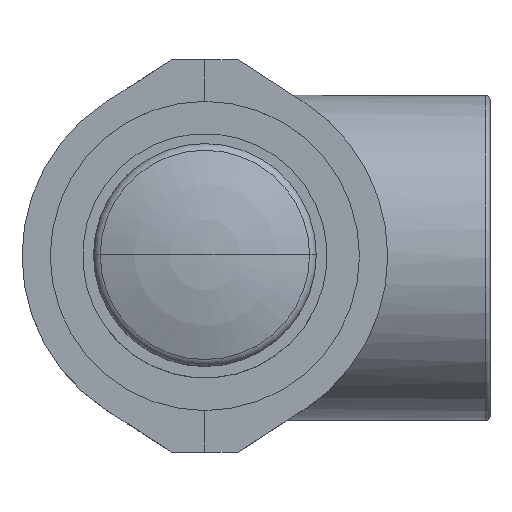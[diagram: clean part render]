
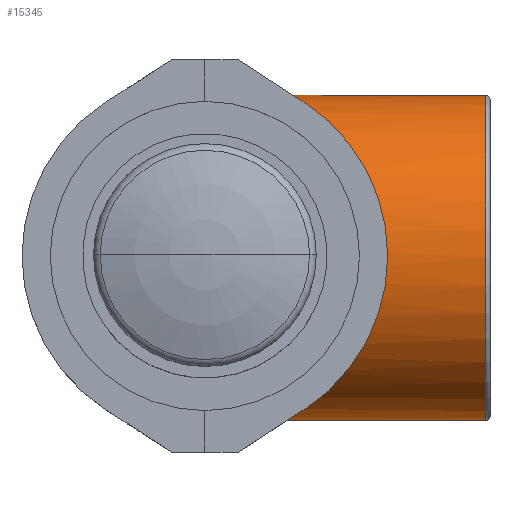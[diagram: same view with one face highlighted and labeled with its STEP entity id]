
A CAD part, top view. The second image highlights one B-rep face of the part: STEP entity #15345.
In plain terms, the highlighted cylindrical face has radius 98 mm (diameter 196 mm), a partial arc.
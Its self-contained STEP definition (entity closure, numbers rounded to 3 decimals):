
#52 = ORIENTED_EDGE ( 'NONE', *, *, #5499, .T. ) ;
#366 = LINE ( 'NONE', #2730, #14385 ) ;
#569 = VERTEX_POINT ( 'NONE', #9824 ) ;
#847 = DIRECTION ( 'NONE',  ( 0., 0., 1. ) ) ;
#1030 = DIRECTION ( 'NONE',  ( -1., 0., 0. ) ) ;
#1283 = CARTESIAN_POINT ( 'NONE',  ( 171.5, 171.5, 98. ) ) ;
#2089 = CIRCLE ( 'NONE', #9385, 98. ) ;
#2105 = EDGE_CURVE ( 'NONE', #12607, #569, #4396, .T. ) ;
#2547 = EDGE_CURVE ( 'NONE', #12607, #15259, #13963, .T. ) ;
#2608 = FACE_OUTER_BOUND ( 'NONE', #14546, .T. ) ;
#2612 = DIRECTION ( 'NONE',  ( -1., 0., 0. ) ) ;
#2730 = CARTESIAN_POINT ( 'NONE',  ( 171.5, 171.5, -98. ) ) ;
#3314 = ORIENTED_EDGE ( 'NONE', *, *, #12743, .T. ) ;
#3629 = CARTESIAN_POINT ( 'NONE',  ( 171.5, 171.5, 0. ) ) ;
#3688 = EDGE_CURVE ( 'NONE', #12372, #569, #2089, .T. ) ;
#3692 = CARTESIAN_POINT ( 'NONE',  ( 188.323, -16.823, 92.847 ) ) ;
#3853 = CARTESIAN_POINT ( 'NONE',  ( 2.7, 168.8, 97.963 ) ) ;
#4396 =( BOUNDED_CURVE ( )  B_SPLINE_CURVE ( 3, ( #3853, #3692, #13938, #10191 ),
 .UNSPECIFIED., .F., .T. ) 
 B_SPLINE_CURVE_WITH_KNOTS ( ( 4, 4 ),
 ( 1.598, 4.685 ),
 .UNSPECIFIED. ) 
 CURVE ( )  GEOMETRIC_REPRESENTATION_ITEM ( )  RATIONAL_B_SPLINE_CURVE ( ( 1., 0.352, 0.352, 1. ) ) 
 REPRESENTATION_ITEM ( '' )  );
#4431 = ORIENTED_EDGE ( 'NONE', *, *, #6956, .F. ) ;
#4954 = ORIENTED_EDGE ( 'NONE', *, *, #2547, .F. ) ;
#5231 = AXIS2_PLACEMENT_3D ( 'NONE', #3629, #1030, #12589 ) ;
#5499 = EDGE_CURVE ( 'NONE', #9584, #12173, #9647, .T. ) ;
#5592 = CYLINDRICAL_SURFACE ( 'NONE', #5231, 98. ) ;
#5985 = CARTESIAN_POINT ( 'NONE',  ( 2.7, 171.5, 98. ) ) ;
#6061 = VECTOR ( 'NONE', #2612, 1000. ) ;
#6183 = CARTESIAN_POINT ( 'NONE',  ( 168.8, 171.5, -98. ) ) ;
#6956 = EDGE_CURVE ( 'NONE', #9584, #12372, #366, .T. ) ;
#7059 = DIRECTION ( 'NONE',  ( -1., 0., 0. ) ) ;
#7348 = CARTESIAN_POINT ( 'NONE',  ( 2.7, 171.5, 0. ) ) ;
#7890 = ORIENTED_EDGE ( 'NONE', *, *, #3688, .F. ) ;
#8521 = DIRECTION ( 'NONE',  ( -1., 0., 0. ) ) ;
#8617 = DIRECTION ( 'NONE',  ( 0., 0., 1. ) ) ;
#9046 = CARTESIAN_POINT ( 'NONE',  ( 168.8, 171.5, 98. ) ) ;
#9385 = AXIS2_PLACEMENT_3D ( 'NONE', #7348, #16319, #8617 ) ;
#9584 = VERTEX_POINT ( 'NONE', #6183 ) ;
#9647 = CIRCLE ( 'NONE', #15659, 98. ) ;
#9824 = CARTESIAN_POINT ( 'NONE',  ( 2.7, 168.8, -97.963 ) ) ;
#9834 = CARTESIAN_POINT ( 'NONE',  ( 2.7, 168.8, 97.963 ) ) ;
#10191 = CARTESIAN_POINT ( 'NONE',  ( 2.7, 168.8, -97.963 ) ) ;
#10676 = CARTESIAN_POINT ( 'NONE',  ( 2.7, 171.5, -98. ) ) ;
#11182 = ORIENTED_EDGE ( 'NONE', *, *, #2105, .T. ) ;
#11678 = DIRECTION ( 'NONE',  ( -1., 0., 0. ) ) ;
#12173 = VERTEX_POINT ( 'NONE', #9046 ) ;
#12372 = VERTEX_POINT ( 'NONE', #10676 ) ;
#12589 = DIRECTION ( 'NONE',  ( 0., 0., 1. ) ) ;
#12607 = VERTEX_POINT ( 'NONE', #9834 ) ;
#12743 = EDGE_CURVE ( 'NONE', #12173, #15259, #13283, .T. ) ;
#13283 = LINE ( 'NONE', #1283, #6061 ) ;
#13938 = CARTESIAN_POINT ( 'NONE',  ( 188.323, -16.823, -92.847 ) ) ;
#13963 = CIRCLE ( 'NONE', #15875, 98. ) ;
#14385 = VECTOR ( 'NONE', #11678, 1000. ) ;
#14546 = EDGE_LOOP ( 'NONE', ( #4431, #52, #3314, #4954, #11182, #7890 ) ) ;
#14703 = CARTESIAN_POINT ( 'NONE',  ( 2.7, 171.5, 0. ) ) ;
#15259 = VERTEX_POINT ( 'NONE', #5985 ) ;
#15345 = ADVANCED_FACE ( 'NONE', ( #2608 ), #5592, .T. ) ;
#15659 = AXIS2_PLACEMENT_3D ( 'NONE', #16232, #8521, #847 ) ;
#15875 = AXIS2_PLACEMENT_3D ( 'NONE', #14703, #7059, #16017 ) ;
#16017 = DIRECTION ( 'NONE',  ( 0., 0., 1. ) ) ;
#16232 = CARTESIAN_POINT ( 'NONE',  ( 168.8, 171.5, 0. ) ) ;
#16319 = DIRECTION ( 'NONE',  ( -1., 0., 0. ) ) ;
